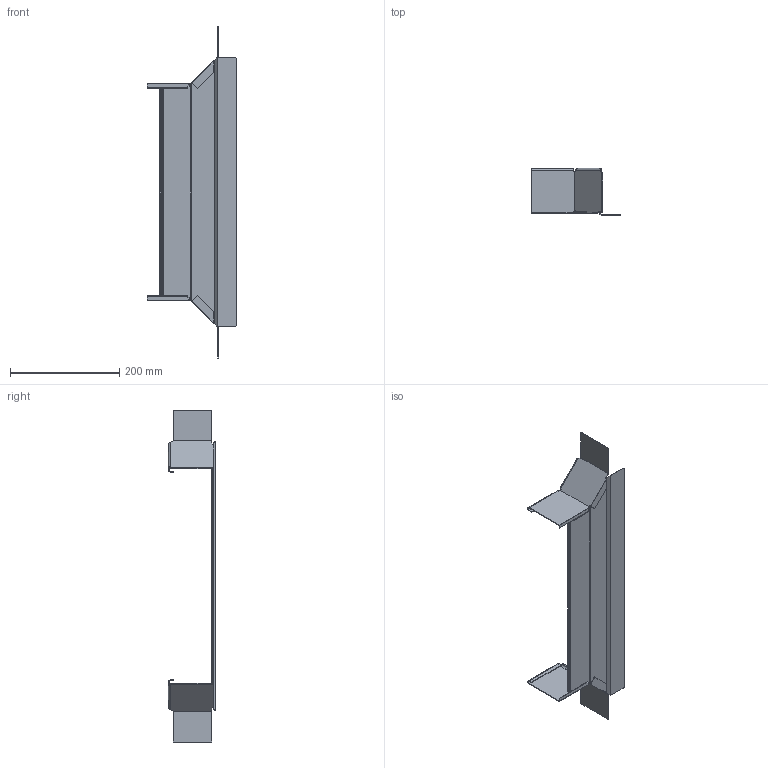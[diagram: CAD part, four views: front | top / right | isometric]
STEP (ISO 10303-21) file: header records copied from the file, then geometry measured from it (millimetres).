
FILE_DESCRIPTION (( 'STEP AP214' ), '1' );
FILE_NAME ('6042137.STEP', '2024-11-14T09:51:38', ( '' ), ( '' ), 'SwSTEP 2.0', 'SolidWorks 2022', '' );
FILE_SCHEMA (( 'AUTOMOTIVE_DESIGN' ));
Length unit declared in the file: millimetre
Products named in the file (4): 180291_85 L; 167752_400; 6042137; 180291_85 R
Assembly tree (3 placements, depth 2):
  6042137
    167752_400
    180291_85 L
    180291_85 R
Bounding box: 163.29 x 86.25 x 608.16 mm (x, y, z)
Volume: 109415.5 mm3; surface area: 202747.5 mm2
Topology: 3 solids, 3 shells, 171 faces, 421 edges, 256 vertices
Faces by surface type: plane 110, cylinder 41, bspline 20
Entity records: 5695 total; most frequent: CARTESIAN_POINT 1748, ORIENTED_EDGE 842, DIRECTION 696, EDGE_CURVE 421, LINE 266, VECTOR 266, VERTEX_POINT 256, AXIS2_PLACEMENT_3D 215
